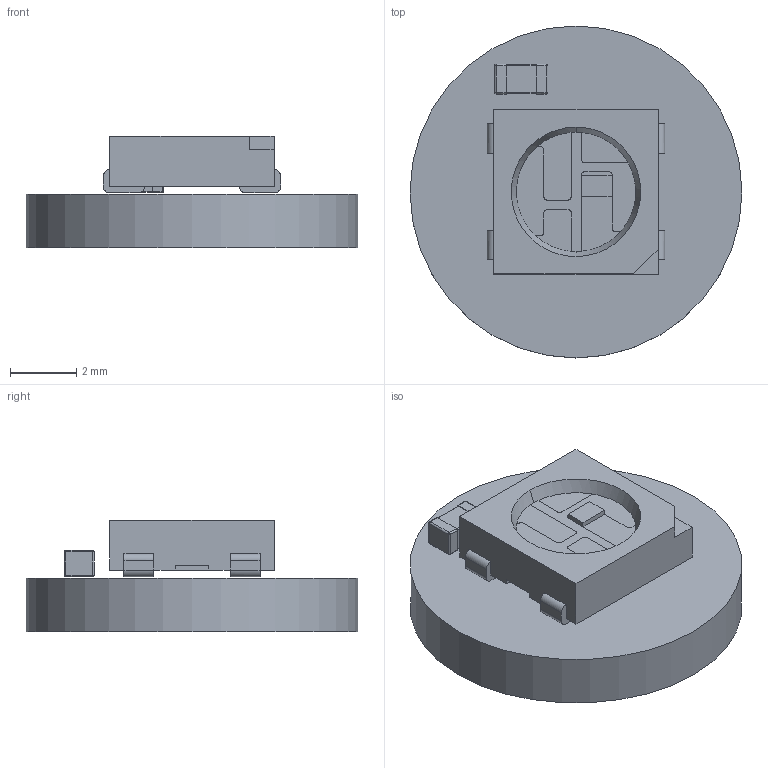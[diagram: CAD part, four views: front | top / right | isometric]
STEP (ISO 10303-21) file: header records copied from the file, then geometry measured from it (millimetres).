
FILE_DESCRIPTION(('KiCad electronic assembly'),'2;1');
FILE_NAME('Smart_LED_WS2812B_Pixel_3D.step','2021-11-22T09:45:27',( 'Pcbnew'),('Kicad'),'Open CASCADE STEP processor 7.5', 'KiCad to STEP converter','Unknown');
FILE_SCHEMA(('AUTOMOTIVE_DESIGN { 1 0 10303 214 1 1 1 1 }'));
Length unit declared in the file: millimetre
Products named in the file (6): Smart_LED_WS2812B_Pixel_3D 1; WS2812b LED; SOLID; 0603C; COMPOUND
Assembly tree (5 placements, depth 3):
  Smart_LED_WS2812B_Pixel_3D 1
    WS2812b LED
      SOLID
    0603C
      COMPOUND
    SOLID
Bounding box: 10 x 10 x 3.35 mm (x, y, z)
Volume: 159.7 mm3; surface area: 304.6 mm2
Topology: 5 solids, 5 shells, 109 faces, 289 edges, 184 vertices
Faces by surface type: bspline 106, plane 2, cylinder 1
Full cylindrical faces by diameter (mm): 10 x1
Entity records: 6692 total; most frequent: CARTESIAN_POINT 2804, B_SPLINE_CURVE_WITH_KNOTS 668, ORIENTED_EDGE 562, PCURVE 562, DEFINITIONAL_REPRESENTATION 562, EDGE_CURVE 281, SURFACE_CURVE 280, VERTEX_POINT 184
